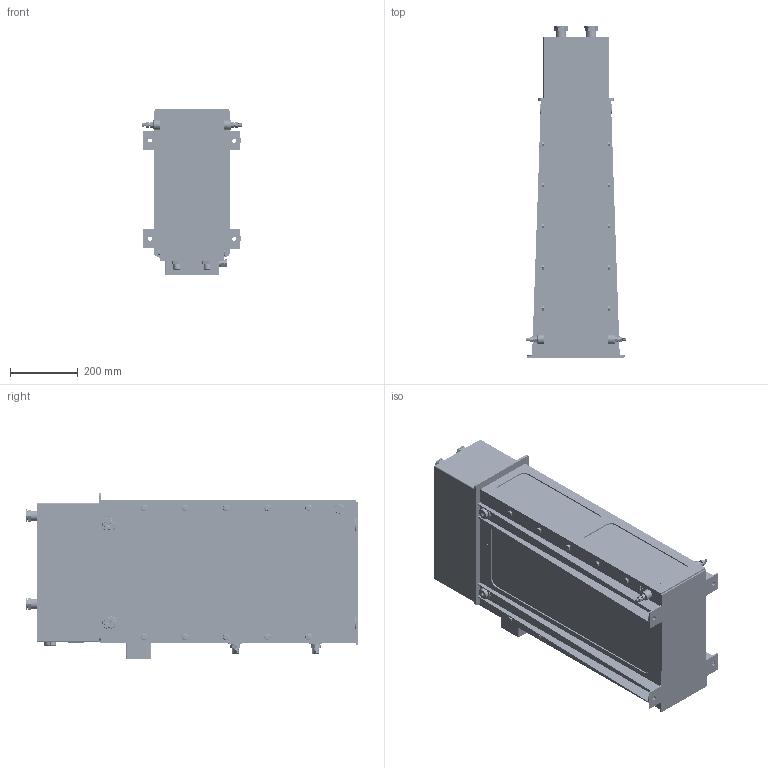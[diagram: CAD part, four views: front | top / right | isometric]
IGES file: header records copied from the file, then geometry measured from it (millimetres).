
Start section: SolidWorks IGES file using analytic representation for surfaces
Global section: file name: ÐÑÌÊ-2-À (IP65).IGS; native system: SolidWorks 2020; preprocessor: SolidWorks 2020; author: User; date: 240403.144527; units: millimetre
Bounding box: 294.01 x 978.08 x 491.42 mm (x, y, z)
Surface area: 3492655.4 mm2 (no closed solid volume)
Topology: 0 solids, 0 shells, 5760 faces, 89354 edges, 89298 vertices
Faces by surface type: bspline 2950, revolution 2810
